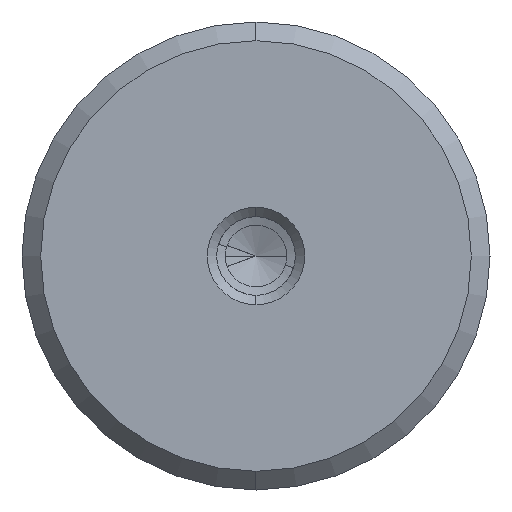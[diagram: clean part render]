
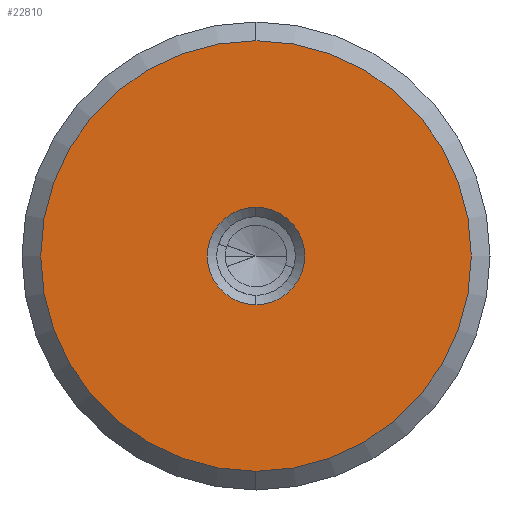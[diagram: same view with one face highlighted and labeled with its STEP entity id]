
A CAD part, left-side view. The second image highlights one B-rep face of the part: STEP entity #22810.
In plain terms, the highlighted planar face has unit normal (-1, 0, 0).
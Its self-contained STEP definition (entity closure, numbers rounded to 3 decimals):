
#120 = FACE_OUTER_BOUND ( 'NONE', #21833, .T. ) ;
#1038 = DIRECTION ( 'NONE',  ( 0., 0., 1. ) ) ;
#2107 = ORIENTED_EDGE ( 'NONE', *, *, #13446, .T. ) ;
#3121 = CARTESIAN_POINT ( 'NONE',  ( 0., 0., 0. ) ) ;
#4591 = DIRECTION ( 'NONE',  ( 0., 0., -1. ) ) ;
#5475 = DIRECTION ( 'NONE',  ( 0., 0., 1. ) ) ;
#6387 = ORIENTED_EDGE ( 'NONE', *, *, #27068, .F. ) ;
#7157 = CARTESIAN_POINT ( 'NONE',  ( 0., 0., 0. ) ) ;
#7929 = VERTEX_POINT ( 'NONE', #9708 ) ;
#8212 = AXIS2_PLACEMENT_3D ( 'NONE', #29072, #15036, #1038 ) ;
#9079 = CARTESIAN_POINT ( 'NONE',  ( 0., 2.6, 0. ) ) ;
#9493 = DIRECTION ( 'NONE',  ( 0., 0., 1. ) ) ;
#9708 = CARTESIAN_POINT ( 'NONE',  ( 0., 0., 11.5 ) ) ;
#9869 = EDGE_LOOP ( 'NONE', ( #6387, #26951 ) ) ;
#10047 = AXIS2_PLACEMENT_3D ( 'NONE', #7157, #23531, #9493 ) ;
#11807 = DIRECTION ( 'NONE',  ( -1., 0., 0. ) ) ;
#12182 = AXIS2_PLACEMENT_3D ( 'NONE', #3121, #19501, #5475 ) ;
#13446 = EDGE_CURVE ( 'NONE', #7929, #16608, #17639, .T. ) ;
#13600 = AXIS2_PLACEMENT_3D ( 'NONE', #9079, #18602, #4591 ) ;
#13885 = PLANE ( 'NONE',  #13600 ) ;
#15036 = DIRECTION ( 'NONE',  ( -1., 0., 0. ) ) ;
#15306 = ORIENTED_EDGE ( 'NONE', *, *, #21983, .T. ) ;
#15895 = CARTESIAN_POINT ( 'NONE',  ( 0., 0., -11.5 ) ) ;
#16608 = VERTEX_POINT ( 'NONE', #15895 ) ;
#16930 = CARTESIAN_POINT ( 'NONE',  ( 0., 0., -2.6 ) ) ;
#16977 = CIRCLE ( 'NONE', #12182, 11.5 ) ;
#17175 = VERTEX_POINT ( 'NONE', #16930 ) ;
#17639 = CIRCLE ( 'NONE', #10047, 11.5 ) ;
#18602 = DIRECTION ( 'NONE',  ( 1., 0., 0. ) ) ;
#19501 = DIRECTION ( 'NONE',  ( -1., 0., 0. ) ) ;
#20912 = VERTEX_POINT ( 'NONE', #23347 ) ;
#21381 = AXIS2_PLACEMENT_3D ( 'NONE', #25857, #11807, #28221 ) ;
#21833 = EDGE_LOOP ( 'NONE', ( #15306, #2107 ) ) ;
#21983 = EDGE_CURVE ( 'NONE', #16608, #7929, #16977, .T. ) ;
#22320 = CIRCLE ( 'NONE', #8212, 2.6 ) ;
#22810 = ADVANCED_FACE ( 'NONE', ( #24278, #120 ), #13885, .F. ) ;
#23347 = CARTESIAN_POINT ( 'NONE',  ( 0., 0., 2.6 ) ) ;
#23531 = DIRECTION ( 'NONE',  ( -1., 0., 0. ) ) ;
#24026 = CIRCLE ( 'NONE', #21381, 2.6 ) ;
#24278 = FACE_BOUND ( 'NONE', #9869, .T. ) ;
#25857 = CARTESIAN_POINT ( 'NONE',  ( 0., 0., 0. ) ) ;
#26951 = ORIENTED_EDGE ( 'NONE', *, *, #29299, .F. ) ;
#27068 = EDGE_CURVE ( 'NONE', #20912, #17175, #22320, .T. ) ;
#28221 = DIRECTION ( 'NONE',  ( 0., 0., 1. ) ) ;
#29072 = CARTESIAN_POINT ( 'NONE',  ( 0., 0., 0. ) ) ;
#29299 = EDGE_CURVE ( 'NONE', #17175, #20912, #24026, .T. ) ;
